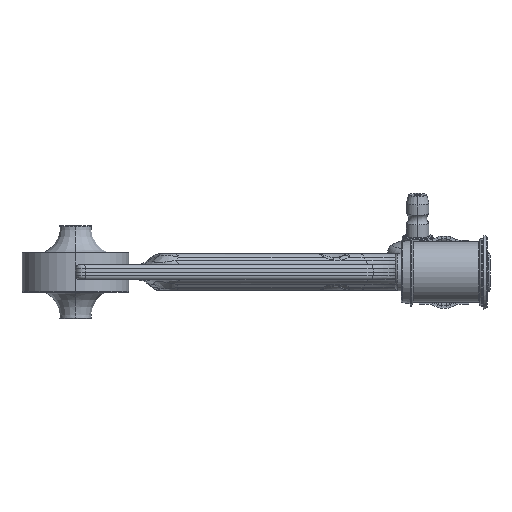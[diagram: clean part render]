
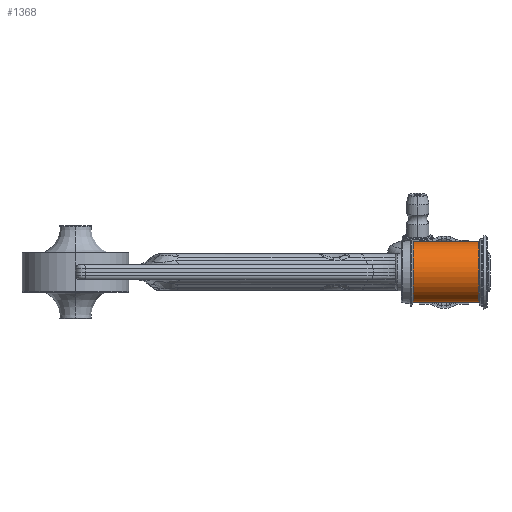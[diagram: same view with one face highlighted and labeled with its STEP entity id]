
A CAD part, front view. The second image highlights one B-rep face of the part: STEP entity #1368.
In plain terms, the highlighted cylindrical face has radius 21.6 mm (diameter 43.2 mm), a partial arc.
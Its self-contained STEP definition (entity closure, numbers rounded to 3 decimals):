
#867=CARTESIAN_POINT('Vertex',(-54.4,0.,21.6)) ;
#874=CARTESIAN_POINT('Vertex',(-54.4,0.,-21.6)) ;
#889=CARTESIAN_POINT('Axis2P3D Location',(0.,0.,0.)) ;
#894=CARTESIAN_POINT('Line Origine',(-31.2,0.,21.6)) ;
#898=CARTESIAN_POINT('Vertex',(-8.,0.,21.6)) ;
#905=CARTESIAN_POINT('Vertex',(-8.,0.,-21.6)) ;
#908=CARTESIAN_POINT('Line Origine',(-31.2,0.,-21.6)) ;
#1345=CARTESIAN_POINT('Axis2P3D Location',(-54.4,0.,0.)) ;
#1357=CARTESIAN_POINT('Axis2P3D Location',(-8.,0.,0.)) ;
#890=DIRECTION('Axis2P3D Direction',(-1.,0.,0.)) ;
#891=DIRECTION('Axis2P3D XDirection',(-0.,0.,1.)) ;
#895=DIRECTION('Vector Direction',(-1.,0.,0.)) ;
#909=DIRECTION('Vector Direction',(-1.,0.,0.)) ;
#1346=DIRECTION('Axis2P3D Direction',(-1.,0.,0.)) ;
#1358=DIRECTION('Axis2P3D Direction',(-1.,0.,0.)) ;
#892=AXIS2_PLACEMENT_3D('Cylinder Axis2P3D',#889,#890,#891) ;
#1347=AXIS2_PLACEMENT_3D('Circle Axis2P3D',#1345,#1346,$) ;
#1359=AXIS2_PLACEMENT_3D('Circle Axis2P3D',#1357,#1358,$) ;
#1363=ORIENTED_EDGE('',*,*,#1349,.F.) ;
#1364=ORIENTED_EDGE('',*,*,#912,.T.) ;
#1365=ORIENTED_EDGE('',*,*,#1361,.T.) ;
#1366=ORIENTED_EDGE('',*,*,#900,.F.) ;
#896=VECTOR('Line Direction',#895,1.) ;
#910=VECTOR('Line Direction',#909,1.) ;
#1368=ADVANCED_FACE('Revolute.1',(#1367),#893,.T.) ;
#1348=CIRCLE('generated circle',#1347,21.6) ;
#1360=CIRCLE('generated circle',#1359,21.6) ;
#893=CYLINDRICAL_SURFACE('generated cylinder',#892,21.6) ;
#900=EDGE_CURVE('',#868,#899,#897,.F.) ;
#912=EDGE_CURVE('',#875,#906,#911,.F.) ;
#1349=EDGE_CURVE('',#875,#868,#1348,.T.) ;
#1361=EDGE_CURVE('',#906,#899,#1360,.T.) ;
#1362=EDGE_LOOP('',(#1363,#1364,#1365,#1366)) ;
#1367=FACE_OUTER_BOUND('',#1362,.T.) ;
#897=LINE('Line',#894,#896) ;
#911=LINE('Line',#908,#910) ;
#868=VERTEX_POINT('',#867) ;
#875=VERTEX_POINT('',#874) ;
#899=VERTEX_POINT('',#898) ;
#906=VERTEX_POINT('',#905) ;
